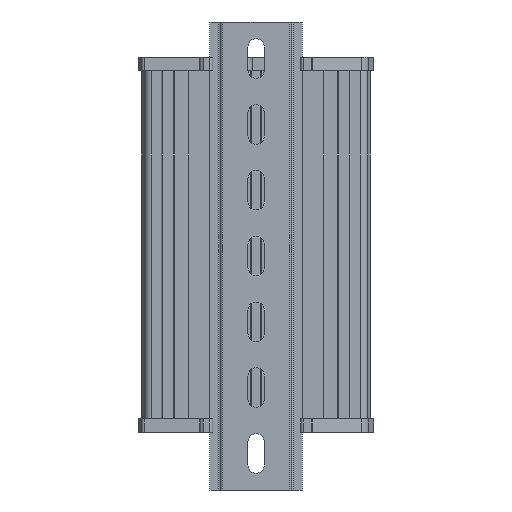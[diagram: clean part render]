
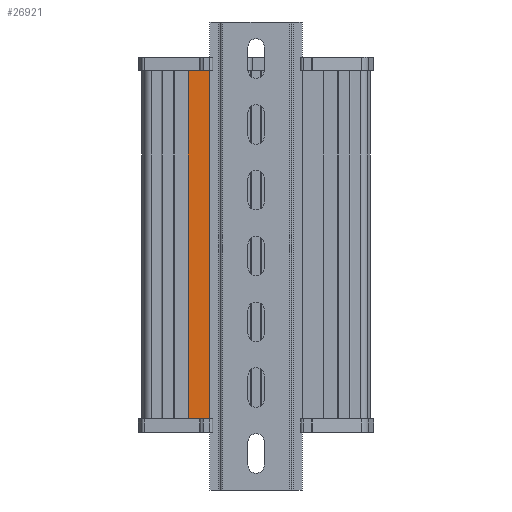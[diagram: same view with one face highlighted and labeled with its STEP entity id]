
A CAD part, front view. The second image highlights one B-rep face of the part: STEP entity #26921.
In plain terms, the highlighted planar face has unit normal (0, -1, 0).
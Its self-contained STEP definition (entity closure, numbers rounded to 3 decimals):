
#92 = VERTEX_POINT ( 'NONE', #9605 ) ;
#1305 = DIRECTION ( 'NONE',  ( 0., -1., 0. ) ) ;
#2017 = CARTESIAN_POINT ( 'NONE',  ( -17.5, 19., 80. ) ) ;
#3370 = ORIENTED_EDGE ( 'NONE', *, *, #6319, .T. ) ;
#4270 = LINE ( 'NONE', #10512, #22778 ) ;
#5343 = LINE ( 'NONE', #27521, #41256 ) ;
#5402 = DIRECTION ( 'NONE',  ( 0., 0., -1. ) ) ;
#5698 = LINE ( 'NONE', #19072, #14397 ) ;
#6319 = EDGE_CURVE ( 'NONE', #37064, #31107, #31752, .T. ) ;
#9605 = CARTESIAN_POINT ( 'NONE',  ( -17.5, 19., -56.5 ) ) ;
#9765 = ORIENTED_EDGE ( 'NONE', *, *, #13089, .T. ) ;
#10317 = AXIS2_PLACEMENT_3D ( 'NONE', #37983, #1305, #27104 ) ;
#10395 = EDGE_CURVE ( 'NONE', #92, #32753, #4270, .T. ) ;
#10512 = CARTESIAN_POINT ( 'NONE',  ( -17.5, 19., -56.5 ) ) ;
#11683 = CARTESIAN_POINT ( 'NONE',  ( -17.5, 19., 80. ) ) ;
#11947 = CARTESIAN_POINT ( 'NONE',  ( -25.75, 19., -56.5 ) ) ;
#13089 = EDGE_CURVE ( 'NONE', #31107, #32753, #5343, .T. ) ;
#14397 = VECTOR ( 'NONE', #41226, 1000. ) ;
#18870 = EDGE_LOOP ( 'NONE', ( #31562, #40248, #3370, #9765 ) ) ;
#19072 = CARTESIAN_POINT ( 'NONE',  ( -17.5, 19., 80. ) ) ;
#20458 = EDGE_CURVE ( 'NONE', #37064, #92, #5698, .T. ) ;
#20463 = DIRECTION ( 'NONE',  ( -1., 0., 0. ) ) ;
#21376 = DIRECTION ( 'NONE',  ( -1., 0., 0. ) ) ;
#22778 = VECTOR ( 'NONE', #21376, 1000. ) ;
#26296 = FACE_OUTER_BOUND ( 'NONE', #18870, .T. ) ;
#26921 = ADVANCED_FACE ( 'NONE', ( #26296 ), #45611, .T. ) ;
#27104 = DIRECTION ( 'NONE',  ( 0., 0., -1. ) ) ;
#27521 = CARTESIAN_POINT ( 'NONE',  ( -25.75, 19., 80. ) ) ;
#31107 = VERTEX_POINT ( 'NONE', #38650 ) ;
#31562 = ORIENTED_EDGE ( 'NONE', *, *, #10395, .F. ) ;
#31752 = LINE ( 'NONE', #2017, #41639 ) ;
#32753 = VERTEX_POINT ( 'NONE', #11947 ) ;
#37064 = VERTEX_POINT ( 'NONE', #11683 ) ;
#37983 = CARTESIAN_POINT ( 'NONE',  ( -17.5, 19., 80. ) ) ;
#38650 = CARTESIAN_POINT ( 'NONE',  ( -25.75, 19., 80. ) ) ;
#40248 = ORIENTED_EDGE ( 'NONE', *, *, #20458, .F. ) ;
#41226 = DIRECTION ( 'NONE',  ( 0., 0., -1. ) ) ;
#41256 = VECTOR ( 'NONE', #5402, 1000. ) ;
#41639 = VECTOR ( 'NONE', #20463, 1000. ) ;
#45611 = PLANE ( 'NONE',  #10317 ) ;
